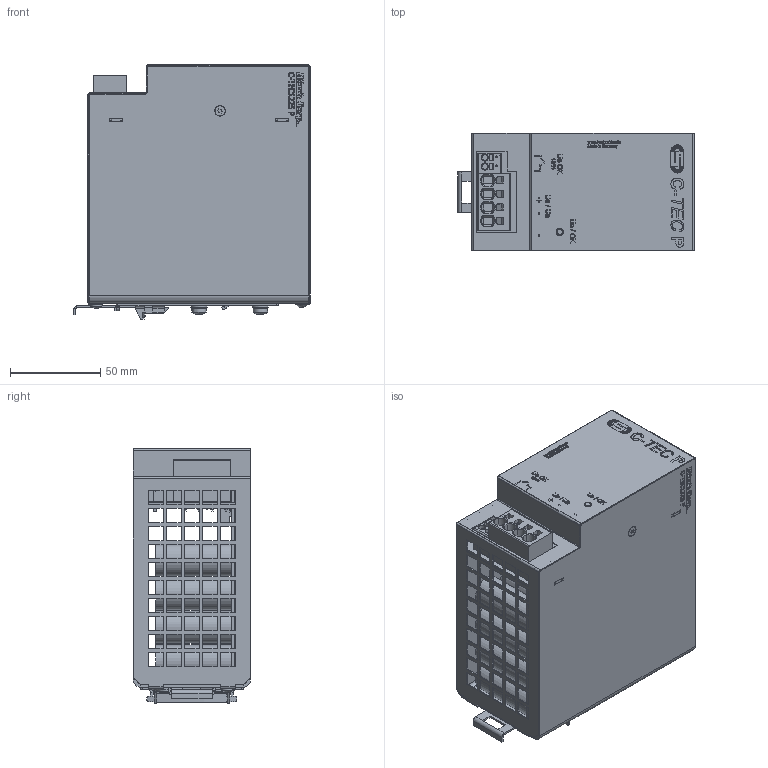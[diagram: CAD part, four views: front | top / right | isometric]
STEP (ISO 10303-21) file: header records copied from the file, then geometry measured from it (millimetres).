
FILE_DESCRIPTION(/* description */ (''),/* implementation_level */ '2;1');
FILE_NAME(/* name */ 'C-TEC1225 P.stp',/* time_stamp */ '2023-06-13T12:04:24-04:00',/* author */ ('altec'),/* organization */ (''),/* preprocessor_version */ 'ST-DEVELOPER v19.2',/* originating_system */ 'Autodesk Inventor 2024',/* authorisation */ '');
FILE_SCHEMA (('AUTOMOTIVE_DESIGN { 1 0 10303 214 3 1 1 }'));
Products named in the file (1): C-TEC1225 P
Bounding box: 131 x 65.1 x 141.3 mm (x, y, z)
Volume: 356349.8 mm3; surface area: 241617.4 mm2
Topology: 36 solids, 36 shells, 3581 faces, 9481 edges, 6194 vertices
Faces by surface type: plane 2436, cylinder 633, bspline 404, cone 69, torus 30, sphere 9
Full cylindrical faces by diameter (mm): 0.457 x2, 0.5 x16, 1 x12, 1.1 x4, 1.5 x18, 2 x4, 2.4 x4, 2.7 x4, 2.8 x4, 3 x9, 3.5 x6, 3.571 x3, 3.8 x4, 4 x17, 4.2 x4, 5.6 x2, 6 x6, 8 x3, 9 x3, 18 x20
Entity records: 119046 total; most frequent: CARTESIAN_POINT 28655, ORIENTED_EDGE 18964, DIRECTION 16315, EDGE_CURVE 9482, LINE 7043, VECTOR 7043, VERTEX_POINT 6194, AXIS2_PLACEMENT_3D 4636
